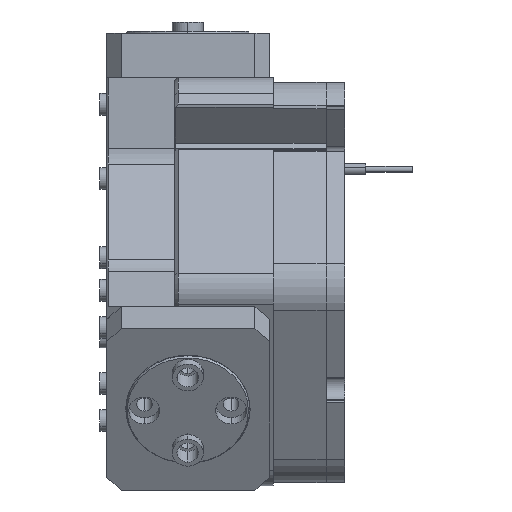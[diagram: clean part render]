
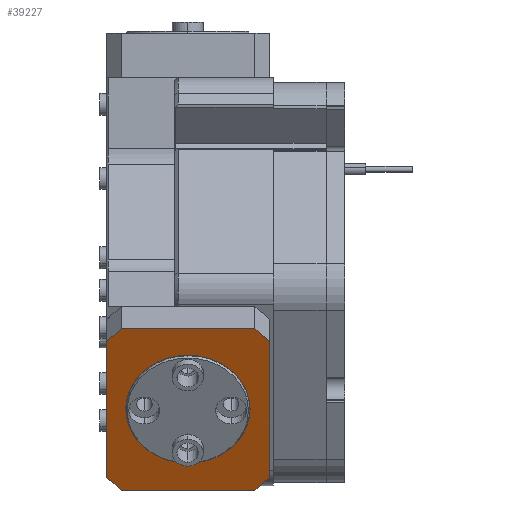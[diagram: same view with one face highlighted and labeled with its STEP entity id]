
A CAD part, left-side view. The second image highlights one B-rep face of the part: STEP entity #39227.
In plain terms, the highlighted face is planar.
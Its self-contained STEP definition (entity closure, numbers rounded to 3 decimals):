
#170 = LINE ( 'NONE', #11802, #36944 ) ;
#196 = CARTESIAN_POINT ( 'NONE',  ( -25.3, -26.25, 14.3 ) ) ;
#484 = FACE_OUTER_BOUND ( 'NONE', #13502, .T. ) ;
#704 = VECTOR ( 'NONE', #23734, 1000. ) ;
#1566 = ORIENTED_EDGE ( 'NONE', *, *, #5077, .T. ) ;
#1743 = AXIS2_PLACEMENT_3D ( 'NONE', #29122, #29697, #20146 ) ;
#2407 = CARTESIAN_POINT ( 'NONE',  ( 25.775, 25.775, 14.3 ) ) ;
#2876 = VERTEX_POINT ( 'NONE', #196 ) ;
#2988 = FACE_BOUND ( 'NONE', #8364, .T. ) ;
#3110 = DIRECTION ( 'NONE',  ( 0.707, -0.707, 0. ) ) ;
#4172 = ORIENTED_EDGE ( 'NONE', *, *, #9668, .T. ) ;
#4204 = EDGE_CURVE ( 'NONE', #2876, #6545, #22945, .T. ) ;
#4767 = VERTEX_POINT ( 'NONE', #9045 ) ;
#5077 = EDGE_CURVE ( 'NONE', #27147, #37823, #22869, .T. ) ;
#5737 = EDGE_CURVE ( 'NONE', #6545, #33647, #14797, .T. ) ;
#5948 = CARTESIAN_POINT ( 'NONE',  ( -25.775, 25.775, 14.3 ) ) ;
#6272 = DIRECTION ( 'NONE',  ( 1., 0., 0. ) ) ;
#6483 = LINE ( 'NONE', #2407, #24088 ) ;
#6545 = VERTEX_POINT ( 'NONE', #32269 ) ;
#6723 = CARTESIAN_POINT ( 'NONE',  ( -25.3, 26.25, 14.3 ) ) ;
#7738 = CARTESIAN_POINT ( 'NONE',  ( -20., 0., 14.3 ) ) ;
#7976 = DIRECTION ( 'NONE',  ( 0.707, 0.707, 0. ) ) ;
#8364 = EDGE_LOOP ( 'NONE', ( #35387, #30237 ) ) ;
#8907 = CARTESIAN_POINT ( 'NONE',  ( -25.775, -25.775, 14.3 ) ) ;
#9045 = CARTESIAN_POINT ( 'NONE',  ( 30., 21.55, 14.3 ) ) ;
#9273 = DIRECTION ( 'NONE',  ( 1., 0., 0. ) ) ;
#9668 = EDGE_CURVE ( 'NONE', #4767, #27147, #6483, .T. ) ;
#10440 = CIRCLE ( 'NONE', #1743, 20. ) ;
#10714 = EDGE_CURVE ( 'NONE', #25448, #13723, #10440, .T. ) ;
#11052 = EDGE_CURVE ( 'NONE', #12255, #2876, #16935, .T. ) ;
#11386 = CARTESIAN_POINT ( 'NONE',  ( 20., 0., 14.3 ) ) ;
#11636 = CARTESIAN_POINT ( 'NONE',  ( -30., -26.25, 14.3 ) ) ;
#11802 = CARTESIAN_POINT ( 'NONE',  ( 30., 26.25, 14.3 ) ) ;
#12134 = EDGE_CURVE ( 'NONE', #13723, #25448, #31441, .T. ) ;
#12255 = VERTEX_POINT ( 'NONE', #20017 ) ;
#12274 = ORIENTED_EDGE ( 'NONE', *, *, #11052, .T. ) ;
#13502 = EDGE_LOOP ( 'NONE', ( #33217, #20018, #17788, #4172, #1566, #24770, #39748, #12274 ) ) ;
#13696 = EDGE_CURVE ( 'NONE', #21493, #12255, #26858, .T. ) ;
#13723 = VERTEX_POINT ( 'NONE', #7738 ) ;
#13831 = EDGE_CURVE ( 'NONE', #33647, #4767, #170, .T. ) ;
#13959 = DIRECTION ( 'NONE',  ( -1., 0., 0. ) ) ;
#14797 = LINE ( 'NONE', #27189, #16793 ) ;
#14996 = EDGE_CURVE ( 'NONE', #37823, #21493, #29245, .T. ) ;
#16348 = VECTOR ( 'NONE', #13959, 1000. ) ;
#16793 = VECTOR ( 'NONE', #7976, 1000. ) ;
#16935 = LINE ( 'NONE', #8907, #22438 ) ;
#17788 = ORIENTED_EDGE ( 'NONE', *, *, #13831, .T. ) ;
#20017 = CARTESIAN_POINT ( 'NONE',  ( -30., -21.55, 14.3 ) ) ;
#20018 = ORIENTED_EDGE ( 'NONE', *, *, #5737, .T. ) ;
#20146 = DIRECTION ( 'NONE',  ( 1., 0., 0. ) ) ;
#21493 = VERTEX_POINT ( 'NONE', #25706 ) ;
#22041 = CARTESIAN_POINT ( 'NONE',  ( 0., 0., 14.3 ) ) ;
#22438 = VECTOR ( 'NONE', #3110, 1000. ) ;
#22869 = LINE ( 'NONE', #23065, #16348 ) ;
#22945 = LINE ( 'NONE', #11636, #29471 ) ;
#23065 = CARTESIAN_POINT ( 'NONE',  ( -30., 26.25, 14.3 ) ) ;
#23734 = DIRECTION ( 'NONE',  ( 0., -1., 0. ) ) ;
#24088 = VECTOR ( 'NONE', #25273, 1000. ) ;
#24770 = ORIENTED_EDGE ( 'NONE', *, *, #14996, .T. ) ;
#25170 = AXIS2_PLACEMENT_3D ( 'NONE', #22041, #25767, #6272 ) ;
#25273 = DIRECTION ( 'NONE',  ( -0.707, 0.707, 0. ) ) ;
#25448 = VERTEX_POINT ( 'NONE', #11386 ) ;
#25499 = CARTESIAN_POINT ( 'NONE',  ( 30., -21.55, 14.3 ) ) ;
#25706 = CARTESIAN_POINT ( 'NONE',  ( -30., 21.55, 14.3 ) ) ;
#25767 = DIRECTION ( 'NONE',  ( 0., 0., 1. ) ) ;
#26858 = LINE ( 'NONE', #39661, #704 ) ;
#27147 = VERTEX_POINT ( 'NONE', #31076 ) ;
#27189 = CARTESIAN_POINT ( 'NONE',  ( 25.775, -25.775, 14.3 ) ) ;
#29122 = CARTESIAN_POINT ( 'NONE',  ( 0., 0., 14.3 ) ) ;
#29245 = LINE ( 'NONE', #5948, #31826 ) ;
#29471 = VECTOR ( 'NONE', #29883, 1000. ) ;
#29697 = DIRECTION ( 'NONE',  ( 0., 0., 1. ) ) ;
#29883 = DIRECTION ( 'NONE',  ( 1., 0., 0. ) ) ;
#30237 = ORIENTED_EDGE ( 'NONE', *, *, #12134, .F. ) ;
#31076 = CARTESIAN_POINT ( 'NONE',  ( 25.3, 26.25, 14.3 ) ) ;
#31340 = CARTESIAN_POINT ( 'NONE',  ( 0., 0., 14.3 ) ) ;
#31441 = CIRCLE ( 'NONE', #25170, 20. ) ;
#31826 = VECTOR ( 'NONE', #38286, 1000. ) ;
#32269 = CARTESIAN_POINT ( 'NONE',  ( 25.3, -26.25, 14.3 ) ) ;
#33217 = ORIENTED_EDGE ( 'NONE', *, *, #4204, .T. ) ;
#33647 = VERTEX_POINT ( 'NONE', #25499 ) ;
#34859 = DIRECTION ( 'NONE',  ( 0., 0., 1. ) ) ;
#35387 = ORIENTED_EDGE ( 'NONE', *, *, #10714, .F. ) ;
#36944 = VECTOR ( 'NONE', #37533, 1000. ) ;
#37217 = AXIS2_PLACEMENT_3D ( 'NONE', #31340, #34859, #9273 ) ;
#37533 = DIRECTION ( 'NONE',  ( 0., 1., 0. ) ) ;
#37823 = VERTEX_POINT ( 'NONE', #6723 ) ;
#38259 = PLANE ( 'NONE',  #37217 ) ;
#38286 = DIRECTION ( 'NONE',  ( -0.707, -0.707, 0. ) ) ;
#39227 = ADVANCED_FACE ( 'NONE', ( #484, #2988 ), #38259, .T. ) ;
#39661 = CARTESIAN_POINT ( 'NONE',  ( -30., 26.25, 14.3 ) ) ;
#39748 = ORIENTED_EDGE ( 'NONE', *, *, #13696, .T. ) ;
